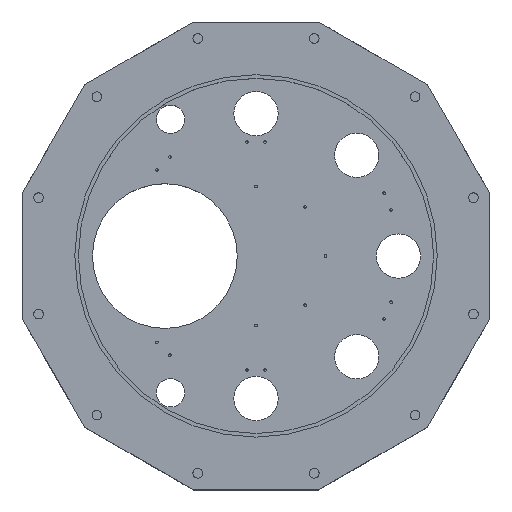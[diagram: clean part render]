
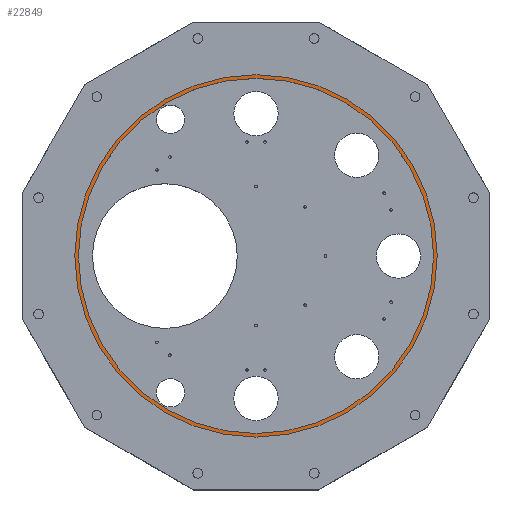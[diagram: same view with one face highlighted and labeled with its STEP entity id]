
A CAD part, top view. The second image highlights one B-rep face of the part: STEP entity #22849.
In plain terms, the highlighted planar face has unit normal (0, 0, 1).
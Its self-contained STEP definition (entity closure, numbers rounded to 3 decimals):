
#4224 = CYLINDRICAL_SURFACE('',#4225,159.004);
#4225 = AXIS2_PLACEMENT_3D('',#4226,#4227,#4228);
#4226 = CARTESIAN_POINT('',(0.,0.,95.25));
#4227 = DIRECTION('',(0.,0.,-1.));
#4228 = DIRECTION('',(-1.,0.,0.));
#14729 = EDGE_CURVE('',#14730,#14730,#14732,.T.);
#14730 = VERTEX_POINT('',#14731);
#14731 = CARTESIAN_POINT('',(-159.004,0.,90.75));
#14732 = SURFACE_CURVE('',#14733,(#14738,#14745),.PCURVE_S1.);
#14733 = CIRCLE('',#14734,159.004);
#14734 = AXIS2_PLACEMENT_3D('',#14735,#14736,#14737);
#14735 = CARTESIAN_POINT('',(0.,0.,90.75));
#14736 = DIRECTION('',(0.,0.,-1.));
#14737 = DIRECTION('',(-1.,0.,0.));
#14738 = PCURVE('',#4224,#14739);
#14739 = DEFINITIONAL_REPRESENTATION('',(#14740),#14744);
#14740 = LINE('',#14741,#14742);
#14741 = CARTESIAN_POINT('',(0.,4.5));
#14742 = VECTOR('',#14743,1.);
#14743 = DIRECTION('',(1.,0.));
#14744 = ( GEOMETRIC_REPRESENTATION_CONTEXT(2) 
PARAMETRIC_REPRESENTATION_CONTEXT() REPRESENTATION_CONTEXT('2D SPACE',''
  ) );
#14745 = PCURVE('',#14746,#14751);
#14746 = PLANE('',#14747);
#14747 = AXIS2_PLACEMENT_3D('',#14748,#14749,#14750);
#14748 = CARTESIAN_POINT('',(0.,0.,90.75));
#14749 = DIRECTION('',(0.,0.,-1.));
#14750 = DIRECTION('',(-1.,0.,0.));
#14751 = DEFINITIONAL_REPRESENTATION('',(#14752),#14756);
#14752 = CIRCLE('',#14753,159.004);
#14753 = AXIS2_PLACEMENT_2D('',#14754,#14755);
#14754 = CARTESIAN_POINT('',(0.,0.));
#14755 = DIRECTION('',(1.,0.));
#14756 = ( GEOMETRIC_REPRESENTATION_CONTEXT(2) 
PARAMETRIC_REPRESENTATION_CONTEXT() REPRESENTATION_CONTEXT('2D SPACE',''
  ) );
#22849 = ADVANCED_FACE('',(#22850,#22853),#14746,.F.);
#22850 = FACE_BOUND('',#22851,.F.);
#22851 = EDGE_LOOP('',(#22852));
#22852 = ORIENTED_EDGE('',*,*,#14729,.T.);
#22853 = FACE_BOUND('',#22854,.F.);
#22854 = EDGE_LOOP('',(#22855));
#22855 = ORIENTED_EDGE('',*,*,#22856,.F.);
#22856 = EDGE_CURVE('',#22857,#22857,#22859,.T.);
#22857 = VERTEX_POINT('',#22858);
#22858 = CARTESIAN_POINT('',(-155.816,0.,90.75));
#22859 = SURFACE_CURVE('',#22860,(#22865,#22872),.PCURVE_S1.);
#22860 = CIRCLE('',#22861,155.816);
#22861 = AXIS2_PLACEMENT_3D('',#22862,#22863,#22864);
#22862 = CARTESIAN_POINT('',(0.,0.,90.75));
#22863 = DIRECTION('',(0.,0.,-1.));
#22864 = DIRECTION('',(-1.,0.,0.));
#22865 = PCURVE('',#14746,#22866);
#22866 = DEFINITIONAL_REPRESENTATION('',(#22867),#22871);
#22867 = CIRCLE('',#22868,155.816);
#22868 = AXIS2_PLACEMENT_2D('',#22869,#22870);
#22869 = CARTESIAN_POINT('',(0.,0.));
#22870 = DIRECTION('',(1.,0.));
#22871 = ( GEOMETRIC_REPRESENTATION_CONTEXT(2) 
PARAMETRIC_REPRESENTATION_CONTEXT() REPRESENTATION_CONTEXT('2D SPACE',''
  ) );
#22872 = PCURVE('',#22873,#22878);
#22873 = CYLINDRICAL_SURFACE('',#22874,155.816);
#22874 = AXIS2_PLACEMENT_3D('',#22875,#22876,#22877);
#22875 = CARTESIAN_POINT('',(0.,0.,95.25));
#22876 = DIRECTION('',(0.,0.,-1.));
#22877 = DIRECTION('',(-1.,0.,0.));
#22878 = DEFINITIONAL_REPRESENTATION('',(#22879),#22883);
#22879 = LINE('',#22880,#22881);
#22880 = CARTESIAN_POINT('',(0.,4.5));
#22881 = VECTOR('',#22882,1.);
#22882 = DIRECTION('',(1.,0.));
#22883 = ( GEOMETRIC_REPRESENTATION_CONTEXT(2) 
PARAMETRIC_REPRESENTATION_CONTEXT() REPRESENTATION_CONTEXT('2D SPACE',''
  ) );
